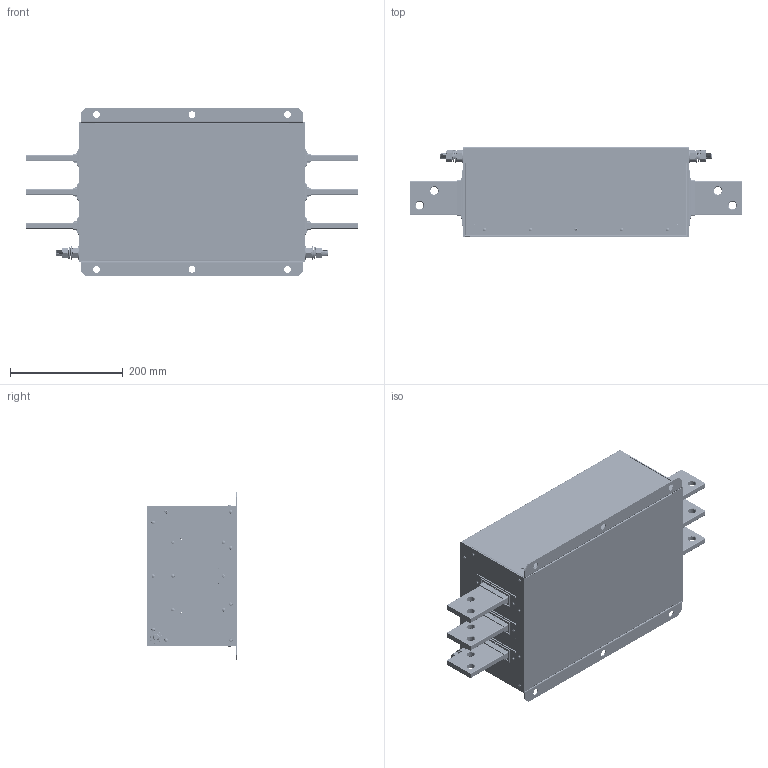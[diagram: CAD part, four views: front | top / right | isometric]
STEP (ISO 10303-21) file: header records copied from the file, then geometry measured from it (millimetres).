
FILE_DESCRIPTION (( 'STEP AP214' ), '1' );
FILE_NAME ('FLLD31K6APVI1_EXT.STEP', '2021-04-29T13:07:38', ( '' ), ( '' ), 'SwSTEP 2.0', 'SolidWorks 2021', '' );
FILE_SCHEMA (( 'AUTOMOTIVE_DESIGN' ));
Length unit declared in the file: millimetre
Products named in the file (13): Rivet ﾘ3.2x4; HEX NUT M12x1.75_90592A028; 091-00226 Busbar insulation 10x60 RevD_Busbar config; 094-00240 Side 1600A RevE; HEX BOLT M12x45_91280A722; WASHER M12 Ø24_93475A290; 094-00239 Case 1600A utan tank bush RevC; LOCK WASHER M12_91169A214; Tank bush M4; FLLD31K6APVI1_EXT; 094-00241 Lid 1600A RevC; Busbar 10x60^FLLD31K6APVI1_EXT; Rivet ﾘ3.2x3
Assembly tree (74 placements, depth 2):
  FLLD31K6APVI1_EXT
    094-00239 Case 1600A utan tank bush RevC
    Tank bush M4  x6
    094-00240 Side 1600A RevE  x2
    094-00241 Lid 1600A RevC
    091-00226 Busbar insulation 10x60 RevD_Busbar config  x6
    Rivet ﾘ3.2x4  x26
    HEX NUT M12x1.75_90592A028  x4
    WASHER M12 Ø24_93475A290  x4
    LOCK WASHER M12_91169A214  x2
    HEX BOLT M12x45_91280A722  x2
    Busbar 10x60^FLLD31K6APVI1_EXT  x6
    Rivet ﾘ3.2x3  x14
Bounding box: 590 x 160 x 300 mm (x, y, z)
Volume: 1193099.5 mm3; surface area: 1093489.3 mm2
Topology: 88 solids, 88 shells, 2996 faces, 7330 edges, 4500 vertices
Faces by surface type: cylinder 918, plane 744, torus 468, bspline 436, cone 430
Entity records: 37429 total; most frequent: CARTESIAN_POINT 18121, ORIENTED_EDGE 4012, DIRECTION 3668, EDGE_CURVE 2006, AXIS2_PLACEMENT_3D 1334, VERTEX_POINT 1271, VECTOR 1000, LINE 1000
